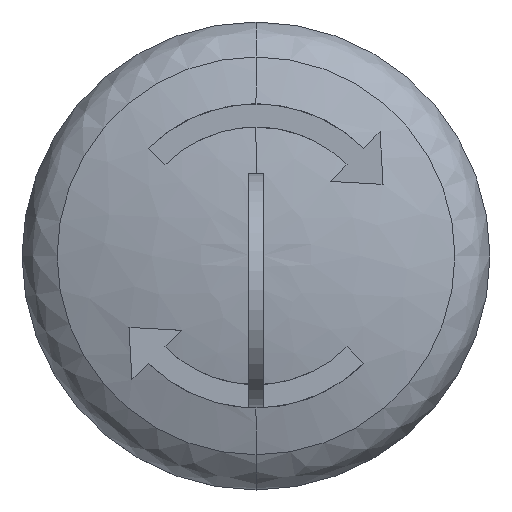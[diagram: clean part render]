
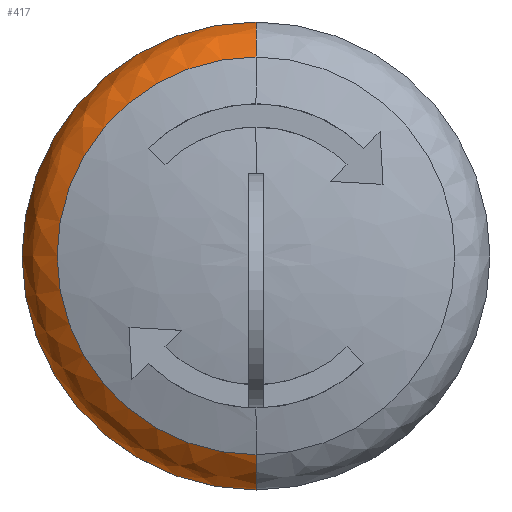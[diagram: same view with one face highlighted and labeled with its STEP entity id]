
A CAD part, top view. The second image highlights one B-rep face of the part: STEP entity #417.
In plain terms, the highlighted free-form (B-spline) face has degree [2, 2] with [5, 9] control points.
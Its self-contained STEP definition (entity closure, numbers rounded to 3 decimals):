
#242=CARTESIAN_POINT('',(0.,17.,38.0));
#243=VERTEX_POINT('',#242);
#251=CARTESIAN_POINT('',(0.,-17.,38.0));
#252=VERTEX_POINT('',#251);
#253=CARTESIAN_POINT('',(0.,0.0,38.0));
#254=DIRECTION('',(0.0,0.0,-1.0));
#255=DIRECTION('',(1.0,0.0,0.0));
#256=AXIS2_PLACEMENT_3D('',#253,#254,#255);
#257=CIRCLE('',#256,17.);
#258=EDGE_CURVE('',#252,#243,#257,.T.);
#336=CARTESIAN_POINT('',(0.,20.,34.0));
#337=CARTESIAN_POINT('',(0.,19.47,38.402));
#338=CARTESIAN_POINT('',(0.,15.036,38.402));
#339=CARTESIAN_POINT('',(0.,10.602,38.402));
#340=CARTESIAN_POINT('',(0.,10.072,34.0));
#341=CARTESIAN_POINT('',(20.,20.0,34.));
#342=CARTESIAN_POINT('',(19.47,19.47,38.402));
#343=CARTESIAN_POINT('',(15.036,15.036,38.402));
#344=CARTESIAN_POINT('',(10.602,10.602,38.402));
#345=CARTESIAN_POINT('',(10.072,10.072,34.0));
#346=CARTESIAN_POINT('',(20.,0.,34.));
#347=CARTESIAN_POINT('',(19.47,0.,38.402));
#348=CARTESIAN_POINT('',(15.036,0.,38.402));
#349=CARTESIAN_POINT('',(10.602,0.,38.402));
#350=CARTESIAN_POINT('',(10.072,0.,34.0));
#351=CARTESIAN_POINT('',(20.0,-20.,34.));
#352=CARTESIAN_POINT('',(19.47,-19.47,38.402));
#353=CARTESIAN_POINT('',(15.036,-15.036,38.402));
#354=CARTESIAN_POINT('',(10.602,-10.602,38.402));
#355=CARTESIAN_POINT('',(10.072,-10.072,34.0));
#356=CARTESIAN_POINT('',(0.,-20.,34.0));
#357=CARTESIAN_POINT('',(0.,-19.47,38.402));
#358=CARTESIAN_POINT('',(0.,-15.036,38.402));
#359=CARTESIAN_POINT('',(0.,-10.602,38.402));
#360=CARTESIAN_POINT('',(0.,-10.072,34.0));
#361=CARTESIAN_POINT('',(-20.,-20.0,34.));
#362=CARTESIAN_POINT('',(-19.47,-19.47,38.402));
#363=CARTESIAN_POINT('',(-15.036,-15.036,38.402));
#364=CARTESIAN_POINT('',(-10.602,-10.602,38.402));
#365=CARTESIAN_POINT('',(-10.072,-10.072,34.0));
#366=CARTESIAN_POINT('',(-20.,0.,34.));
#367=CARTESIAN_POINT('',(-19.47,0.,38.402));
#368=CARTESIAN_POINT('',(-15.036,0.,38.402));
#369=CARTESIAN_POINT('',(-10.602,0.,38.402));
#370=CARTESIAN_POINT('',(-10.072,0.,34.0));
#371=CARTESIAN_POINT('',(-20.0,20.,34.));
#372=CARTESIAN_POINT('',(-19.47,19.47,38.402));
#373=CARTESIAN_POINT('',(-15.036,15.036,38.402));
#374=CARTESIAN_POINT('',(-10.602,10.602,38.402));
#375=CARTESIAN_POINT('',(-10.072,10.072,34.0));
#376=CARTESIAN_POINT('',(0.,20.,34.0));
#377=CARTESIAN_POINT('',(0.,19.47,38.402));
#378=CARTESIAN_POINT('',(0.,15.036,38.402));
#379=CARTESIAN_POINT('',(0.,10.602,38.402));
#380=CARTESIAN_POINT('',(0.,10.072,34.0));
#388=(BOUNDED_SURFACE()B_SPLINE_SURFACE(2,2,((#336,#341,#346,#351,#356,#361,#366,#371,#376),(#337,#342,#347,#352,#357,#362,#367,#372,#377),(#338,#343,#348,#353,#358,#363,#368,#373,#378),(#339,#344,#349,#354,#359,#364,#369,#374,#379),(#340,#345,#350,#355,#360,#365,#370,#375,#380)),.UNSPECIFIED.,.F.,.T.,.U.)B_SPLINE_SURFACE_WITH_KNOTS((3,2,3),(3,2,2,2,3),(0.12,1.571,3.022),(0.0,1.571,3.142,4.712,6.283),.UNSPECIFIED.)GEOMETRIC_REPRESENTATION_ITEM()RATIONAL_B_SPLINE_SURFACE(((1.0,0.707,1.0,0.707,1.0,0.707,1.0,0.707,1.0),(0.748,0.529,0.748,0.529,0.748,0.529,0.748,0.529,0.748),(1.0,0.707,1.0,0.707,1.0,0.707,1.0,0.707,1.0),(0.748,0.529,0.748,0.529,0.748,0.529,0.748,0.529,0.748),(1.0,0.707,1.0,0.707,1.0,0.707,1.0,0.707,1.0)))REPRESENTATION_ITEM('')SURFACE());
#389=CARTESIAN_POINT('',(0.,-20.,34.0));
#390=VERTEX_POINT('',#389);
#391=CARTESIAN_POINT('',(0.0,-15.036,33.402));
#392=DIRECTION('',(1.0,0.0,0.0));
#393=DIRECTION('',(0.0,-1.0,0.0));
#394=AXIS2_PLACEMENT_3D('',#391,#392,#393);
#395=CIRCLE('',#394,5.0);
#396=EDGE_CURVE('',#252,#390,#395,.T.);
#397=ORIENTED_EDGE('',*,*,#396,.F.);
#398=ORIENTED_EDGE('',*,*,#258,.T.);
#399=CARTESIAN_POINT('',(0.,20.,34.0));
#400=VERTEX_POINT('',#399);
#401=CARTESIAN_POINT('',(0.,15.036,33.402));
#402=DIRECTION('',(-1.0,0.0,0.0));
#403=DIRECTION('',(0.0,1.0,0.0));
#404=AXIS2_PLACEMENT_3D('',#401,#402,#403);
#405=CIRCLE('',#404,5.0);
#406=EDGE_CURVE('',#243,#400,#405,.T.);
#407=ORIENTED_EDGE('',*,*,#406,.T.);
#408=CARTESIAN_POINT('',(0.0,0.0,34.0));
#409=DIRECTION('',(0.0,0.0,-1.0));
#410=DIRECTION('',(1.0,0.0,0.0));
#411=AXIS2_PLACEMENT_3D('',#408,#409,#410);
#412=CIRCLE('',#411,20.);
#413=EDGE_CURVE('',#390,#400,#412,.T.);
#414=ORIENTED_EDGE('',*,*,#413,.F.);
#415=EDGE_LOOP('',(#397,#398,#407,#414));
#416=FACE_OUTER_BOUND('',#415,.T.);
#417=ADVANCED_FACE('',(#416),#388,.T.);
